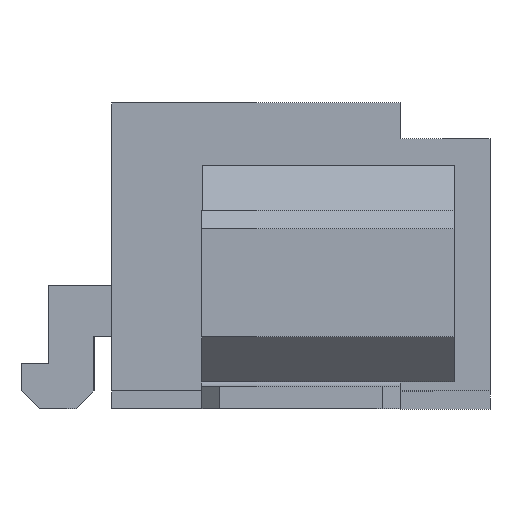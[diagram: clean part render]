
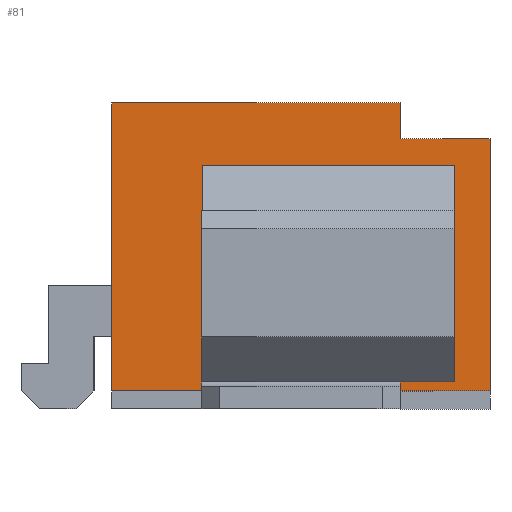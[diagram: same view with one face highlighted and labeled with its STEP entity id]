
A CAD part, left-side view. The second image highlights one B-rep face of the part: STEP entity #81.
In plain terms, the highlighted planar face has unit normal (-1, 0, 0).
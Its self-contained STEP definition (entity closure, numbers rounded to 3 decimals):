
#58=FACE_BOUND('',#651,.T.);
#59=FACE_BOUND('',#652,.T.);
#81=ADVANCED_FACE('',(#58,#59),#275,.F.);
#275=PLANE('',#3850);
#651=EDGE_LOOP('',(#934,#935,#936,#937,#938,#939));
#652=EDGE_LOOP('',(#940,#941,#942,#943));
#934=ORIENTED_EDGE('',*,*,#2348,.F.);
#935=ORIENTED_EDGE('',*,*,#2349,.T.);
#936=ORIENTED_EDGE('',*,*,#2350,.F.);
#937=ORIENTED_EDGE('',*,*,#2351,.F.);
#938=ORIENTED_EDGE('',*,*,#2308,.F.);
#939=ORIENTED_EDGE('',*,*,#2352,.F.);
#940=ORIENTED_EDGE('',*,*,#2353,.F.);
#941=ORIENTED_EDGE('',*,*,#2354,.F.);
#942=ORIENTED_EDGE('',*,*,#2355,.T.);
#943=ORIENTED_EDGE('',*,*,#2356,.T.);
#1951=VERTEX_POINT('',#5067);
#1952=VERTEX_POINT('',#5069);
#1986=VERTEX_POINT('',#5146);
#1987=VERTEX_POINT('',#5147);
#1988=VERTEX_POINT('',#5149);
#1989=VERTEX_POINT('',#5151);
#1990=VERTEX_POINT('',#5155);
#1991=VERTEX_POINT('',#5156);
#1992=VERTEX_POINT('',#5158);
#1993=VERTEX_POINT('',#5160);
#2308=EDGE_CURVE('',#1951,#1952,#2842,.T.);
#2348=EDGE_CURVE('',#1986,#1987,#2882,.T.);
#2349=EDGE_CURVE('',#1986,#1988,#2883,.T.);
#2350=EDGE_CURVE('',#1989,#1988,#2884,.T.);
#2351=EDGE_CURVE('',#1952,#1989,#2885,.T.);
#2352=EDGE_CURVE('',#1987,#1951,#2886,.T.);
#2353=EDGE_CURVE('',#1990,#1991,#2887,.T.);
#2354=EDGE_CURVE('',#1992,#1990,#2888,.T.);
#2355=EDGE_CURVE('',#1992,#1993,#2889,.T.);
#2356=EDGE_CURVE('',#1993,#1991,#2890,.T.);
#2842=LINE('',#5068,#3360);
#2882=LINE('',#5145,#3400);
#2883=LINE('',#5148,#3401);
#2884=LINE('',#5150,#3402);
#2885=LINE('',#5152,#3403);
#2886=LINE('',#5153,#3404);
#2887=LINE('',#5154,#3405);
#2888=LINE('',#5157,#3406);
#2889=LINE('',#5159,#3407);
#2890=LINE('',#5161,#3408);
#3360=VECTOR('',#4099,1.);
#3400=VECTOR('',#4145,1.);
#3401=VECTOR('',#4146,1.);
#3402=VECTOR('',#4147,1.);
#3403=VECTOR('',#4148,1.);
#3404=VECTOR('',#4149,1.);
#3405=VECTOR('',#4150,1.);
#3406=VECTOR('',#4151,1.);
#3407=VECTOR('',#4152,1.);
#3408=VECTOR('',#4153,1.);
#3850=AXIS2_PLACEMENT_3D('',#5162,#4154,#4155);
#4099=DIRECTION('',(0.,1.,0.));
#4145=DIRECTION('',(0.,-1.,0.));
#4146=DIRECTION('',(0.,0.,1.));
#4147=DIRECTION('',(0.,-1.,0.));
#4148=DIRECTION('',(0.,0.,1.));
#4149=DIRECTION('',(0.,0.,-1.));
#4150=DIRECTION('',(0.,0.,-1.));
#4151=DIRECTION('',(0.,1.,0.));
#4152=DIRECTION('',(0.,0.,-1.));
#4153=DIRECTION('',(0.,1.,0.));
#4154=DIRECTION('',(1.,0.,0.));
#4155=DIRECTION('',(0.,0.,-1.));
#5067=CARTESIAN_POINT('',(-4.,1.,0.));
#5068=CARTESIAN_POINT('',(-4.,1.,0.));
#5069=CARTESIAN_POINT('',(-4.,5.2,0.));
#5145=CARTESIAN_POINT('',(-4.,2.,2.8));
#5146=CARTESIAN_POINT('',(-4.,2.,2.8));
#5147=CARTESIAN_POINT('',(-4.,1.,2.8));
#5148=CARTESIAN_POINT('',(-4.,2.,2.8));
#5149=CARTESIAN_POINT('',(-4.,2.,3.2));
#5150=CARTESIAN_POINT('',(-4.,5.2,3.2));
#5151=CARTESIAN_POINT('',(-4.,5.2,3.2));
#5152=CARTESIAN_POINT('',(-4.,5.2,0.));
#5153=CARTESIAN_POINT('',(-4.,1.,3.2));
#5154=CARTESIAN_POINT('',(-4.,4.2,2.5));
#5155=CARTESIAN_POINT('',(-4.,4.2,2.5));
#5156=CARTESIAN_POINT('',(-4.,4.2,0.1));
#5157=CARTESIAN_POINT('',(-4.,1.4,2.5));
#5158=CARTESIAN_POINT('',(-4.,1.4,2.5));
#5159=CARTESIAN_POINT('',(-4.,1.4,2.5));
#5160=CARTESIAN_POINT('',(-4.,1.4,0.1));
#5161=CARTESIAN_POINT('',(-4.,1.4,0.1));
#5162=CARTESIAN_POINT('',(-4.,0.,0.));
